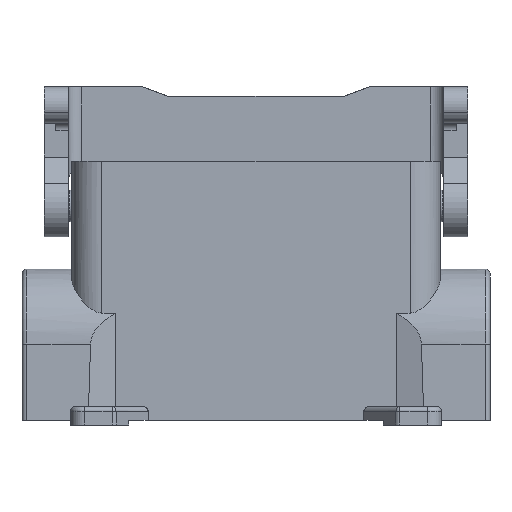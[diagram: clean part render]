
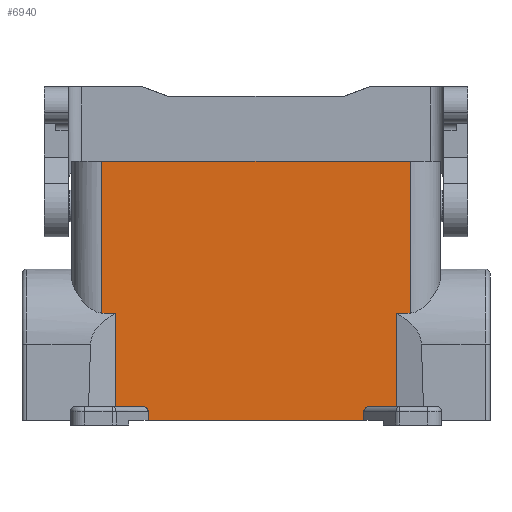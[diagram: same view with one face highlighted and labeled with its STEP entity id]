
A CAD part, front view. The second image highlights one B-rep face of the part: STEP entity #6940.
In plain terms, the highlighted face is planar.
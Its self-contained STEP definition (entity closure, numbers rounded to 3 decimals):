
#2920=CARTESIAN_POINT('',(-16.455,-23.458,2.));
#2930=VERTEX_POINT('',#2920);
#2960=CARTESIAN_POINT('',(-16.455,-24.679,2.));
#2970=DIRECTION('',(-1.,0.,0.));
#2980=DIRECTION('',(0.,-1.,0.));
#2990=AXIS2_PLACEMENT_3D('',#2960,#2970,#2980);
#3000=ELLIPSE('',#2990,1.221,1.);
#3010=CARTESIAN_POINT('',(-16.455,-24.679,3.));
#3020=VERTEX_POINT('',#3010);
#3030=EDGE_CURVE('',#3020,#2930,#3000,.T.);
#4770=CARTESIAN_POINT('',(-16.455,-30.459,23.188));
#4780=VERTEX_POINT('',#4770);
#4930=CARTESIAN_POINT('',(-16.455,-30.459,3.));
#4940=VERTEX_POINT('',#4930);
#4970=CARTESIAN_POINT('',(-16.455,-30.459,0.));
#4980=DIRECTION('',(0.,0.,1.));
#4990=VECTOR('',#4980,1.);
#5000=LINE('',#4970,#4990);
#5010=EDGE_CURVE('',#4940,#4780,#5000,.T.);
#5960=CARTESIAN_POINT('',(-16.455,33.08,56.));
#5970=DIRECTION('',(-1.,0.,0.));
#5980=DIRECTION('',(0.,-1.,0.));
#5990=AXIS2_PLACEMENT_3D('',#5960,#5970,#5980);
#6000=PLANE('',#5990);
#6010=CARTESIAN_POINT('',(-16.455,-50.67,23.188));
#6020=DIRECTION('',(0.,1.,0.));
#6030=VECTOR('',#6020,1.);
#6040=LINE('',#6010,#6030);
#6050=CARTESIAN_POINT('',(-16.455,30.119,23.188));
#6060=VERTEX_POINT('',#6050);
#6070=CARTESIAN_POINT('',(-16.455,33.08,23.188));
#6080=VERTEX_POINT('',#6070);
#6090=EDGE_CURVE('',#6060,#6080,#6040,.T.);
#6100=ORIENTED_EDGE('',*,*,#6090,.F.);
#6110=CARTESIAN_POINT('',(-16.455,33.08,56.));
#6120=DIRECTION('',(0.,0.,-1.));
#6130=VECTOR('',#6120,1.);
#6140=LINE('',#6110,#6130);
#6150=CARTESIAN_POINT('',(-16.455,33.08,56.));
#6160=VERTEX_POINT('',#6150);
#6170=EDGE_CURVE('',#6160,#6080,#6140,.T.);
#6180=ORIENTED_EDGE('',*,*,#6170,.T.);
#6190=CARTESIAN_POINT('',(-16.455,-39.92,56.));
#6200=DIRECTION('',(0.,1.,0.));
#6210=VECTOR('',#6200,1.);
#6220=LINE('',#6190,#6210);
#6230=CARTESIAN_POINT('',(-16.455,-33.42,56.));
#6240=VERTEX_POINT('',#6230);
#6250=EDGE_CURVE('',#6240,#6160,#6220,.T.);
#6260=ORIENTED_EDGE('',*,*,#6250,.T.);
#6270=CARTESIAN_POINT('',(-16.455,-33.42,56.));
#6280=DIRECTION('',(0.,0.,-1.));
#6290=VECTOR('',#6280,1.);
#6300=LINE('',#6270,#6290);
#6310=CARTESIAN_POINT('',(-16.455,-33.42,23.188));
#6320=VERTEX_POINT('',#6310);
#6330=EDGE_CURVE('',#6240,#6320,#6300,.T.);
#6340=ORIENTED_EDGE('',*,*,#6330,.F.);
#6350=EDGE_CURVE('',#6320,#4780,#6040,.T.);
#6360=ORIENTED_EDGE('',*,*,#6350,.F.);
#6370=ORIENTED_EDGE('',*,*,#5010,.T.);
#6380=CARTESIAN_POINT('',(-16.455,0.,3.));
#6390=DIRECTION('',(0.,-1.,0.));
#6400=VECTOR('',#6390,1.);
#6410=LINE('',#6380,#6400);
#6420=EDGE_CURVE('',#3020,#4940,#6410,.T.);
#6430=ORIENTED_EDGE('',*,*,#6420,.T.);
#6440=ORIENTED_EDGE('',*,*,#3030,.F.);
#6450=CARTESIAN_POINT('',(-16.455,-23.458,0.));
#6460=DIRECTION('',(0.,0.,1.));
#6470=VECTOR('',#6460,1.);
#6480=LINE('',#6450,#6470);
#6490=CARTESIAN_POINT('',(-16.455,-23.458,0.));
#6500=VERTEX_POINT('',#6490);
#6510=EDGE_CURVE('',#6500,#2930,#6480,.T.);
#6520=ORIENTED_EDGE('',*,*,#6510,.T.);
#6530=CARTESIAN_POINT('',(-16.455,0.,0.));
#6540=DIRECTION('',(0.,-1.,0.));
#6550=VECTOR('',#6540,1.);
#6560=LINE('',#6530,#6550);
#6570=CARTESIAN_POINT('',(-16.455,23.118,0.));
#6580=VERTEX_POINT('',#6570);
#6590=EDGE_CURVE('',#6580,#6500,#6560,.T.);
#6600=ORIENTED_EDGE('',*,*,#6590,.T.);
#6610=CARTESIAN_POINT('',(-16.455,23.118,0.));
#6620=DIRECTION('',(0.,0.,1.));
#6630=VECTOR('',#6620,1.);
#6640=LINE('',#6610,#6630);
#6650=CARTESIAN_POINT('',(-16.455,23.118,2.));
#6660=VERTEX_POINT('',#6650);
#6670=EDGE_CURVE('',#6580,#6660,#6640,.T.);
#6680=ORIENTED_EDGE('',*,*,#6670,.F.);
#6690=CARTESIAN_POINT('',(-16.455,24.339,2.));
#6700=DIRECTION('',(-1.,0.,0.));
#6710=DIRECTION('',(0.,-1.,0.));
#6720=AXIS2_PLACEMENT_3D('',#6690,#6700,#6710);
#6730=ELLIPSE('',#6720,1.221,1.);
#6740=CARTESIAN_POINT('',(-16.455,24.339,3.));
#6750=VERTEX_POINT('',#6740);
#6760=EDGE_CURVE('',#6660,#6750,#6730,.T.);
#6770=ORIENTED_EDGE('',*,*,#6760,.F.);
#6780=CARTESIAN_POINT('',(-16.455,0.,3.));
#6790=DIRECTION('',(0.,1.,0.));
#6800=VECTOR('',#6790,1.);
#6810=LINE('',#6780,#6800);
#6820=CARTESIAN_POINT('',(-16.455,30.119,3.));
#6830=VERTEX_POINT('',#6820);
#6840=EDGE_CURVE('',#6750,#6830,#6810,.T.);
#6850=ORIENTED_EDGE('',*,*,#6840,.F.);
#6860=CARTESIAN_POINT('',(-16.455,30.119,0.));
#6870=DIRECTION('',(0.,0.,1.));
#6880=VECTOR('',#6870,1.);
#6890=LINE('',#6860,#6880);
#6900=EDGE_CURVE('',#6830,#6060,#6890,.T.);
#6910=ORIENTED_EDGE('',*,*,#6900,.F.);
#6920=EDGE_LOOP('',(#6910,#6850,#6770,#6680,#6600,#6520,#6440,#6430,
#6370,#6360,#6340,#6260,#6180,#6100));
#6930=FACE_OUTER_BOUND('',#6920,.T.);
#6940=ADVANCED_FACE('',(#6930),#6000,.T.);
